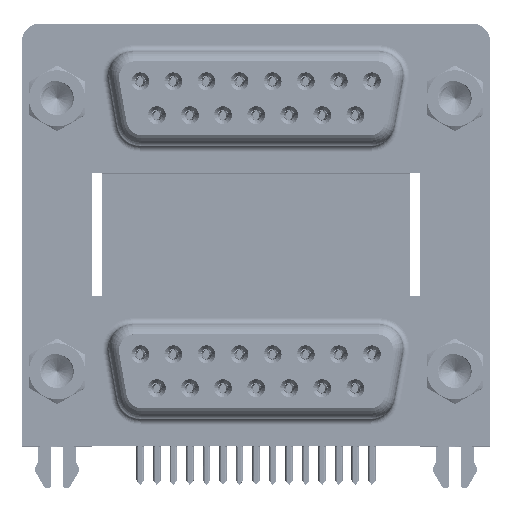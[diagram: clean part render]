
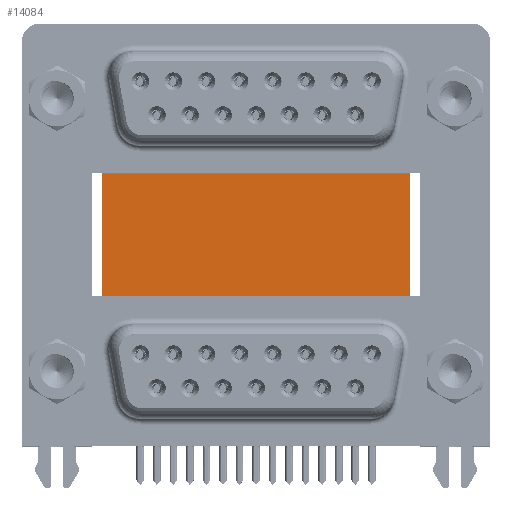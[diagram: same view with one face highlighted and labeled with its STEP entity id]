
A CAD part, top view. The second image highlights one B-rep face of the part: STEP entity #14084.
In plain terms, the highlighted planar face has unit normal (0, 0, 1).
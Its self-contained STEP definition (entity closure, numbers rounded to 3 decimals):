
#81 = CARTESIAN_POINT ( 'NONE',  ( 3.79, 16.585, -12. ) ) ;
#1282 = VERTEX_POINT ( 'NONE', #55398 ) ;
#2031 = EDGE_CURVE ( 'NONE', #27290, #44123, #12222, .T. ) ;
#2149 = LINE ( 'NONE', #5859, #7511 ) ;
#3466 = VECTOR ( 'NONE', #30558, 1000. ) ;
#3467 = ORIENTED_EDGE ( 'NONE', *, *, #19396, .T. ) ;
#3710 = VECTOR ( 'NONE', #47873, 1000. ) ;
#4980 = CARTESIAN_POINT ( 'NONE',  ( 29.58, -3.735, -12. ) ) ;
#5859 = CARTESIAN_POINT ( 'NONE',  ( 29.58, 16.585, -12. ) ) ;
#6799 = PLANE ( 'NONE',  #20785 ) ;
#7511 = VECTOR ( 'NONE', #15267, 1000. ) ;
#9391 = VERTEX_POINT ( 'NONE', #4980 ) ;
#12222 = LINE ( 'NONE', #50081, #18201 ) ;
#13533 = EDGE_CURVE ( 'NONE', #27290, #1282, #34261, .T. ) ;
#14084 = ADVANCED_FACE ( 'NONE', ( #19362 ), #6799, .F. ) ;
#15267 = DIRECTION ( 'NONE',  ( 0., -1., 0. ) ) ;
#15653 = ORIENTED_EDGE ( 'NONE', *, *, #13533, .T. ) ;
#16037 = ORIENTED_EDGE ( 'NONE', *, *, #2031, .F. ) ;
#18201 = VECTOR ( 'NONE', #46375, 1000. ) ;
#19362 = FACE_OUTER_BOUND ( 'NONE', #35393, .T. ) ;
#19396 = EDGE_CURVE ( 'NONE', #1282, #9391, #34801, .T. ) ;
#20785 = AXIS2_PLACEMENT_3D ( 'NONE', #36692, #23615, #28435 ) ;
#23615 = DIRECTION ( 'NONE',  ( 0., 0., -1. ) ) ;
#24129 = EDGE_CURVE ( 'NONE', #44123, #9391, #2149, .T. ) ;
#25129 = CARTESIAN_POINT ( 'NONE',  ( 3.79, -3.735, -12. ) ) ;
#25630 = CARTESIAN_POINT ( 'NONE',  ( 3.79, 16.585, -12. ) ) ;
#27290 = VERTEX_POINT ( 'NONE', #25630 ) ;
#28435 = DIRECTION ( 'NONE',  ( -1., 0., 0. ) ) ;
#30558 = DIRECTION ( 'NONE',  ( 0., -1., 0. ) ) ;
#34261 = LINE ( 'NONE', #81, #3466 ) ;
#34801 = LINE ( 'NONE', #25129, #3710 ) ;
#35393 = EDGE_LOOP ( 'NONE', ( #3467, #48438, #16037, #15653 ) ) ;
#36692 = CARTESIAN_POINT ( 'NONE',  ( 3.79, 16.585, -12. ) ) ;
#41052 = CARTESIAN_POINT ( 'NONE',  ( 29.58, 16.585, -12. ) ) ;
#44123 = VERTEX_POINT ( 'NONE', #41052 ) ;
#46375 = DIRECTION ( 'NONE',  ( 1., 0., 0. ) ) ;
#47873 = DIRECTION ( 'NONE',  ( 1., 0., 0. ) ) ;
#48438 = ORIENTED_EDGE ( 'NONE', *, *, #24129, .F. ) ;
#50081 = CARTESIAN_POINT ( 'NONE',  ( 3.79, 16.585, -12. ) ) ;
#55398 = CARTESIAN_POINT ( 'NONE',  ( 3.79, -3.735, -12. ) ) ;
